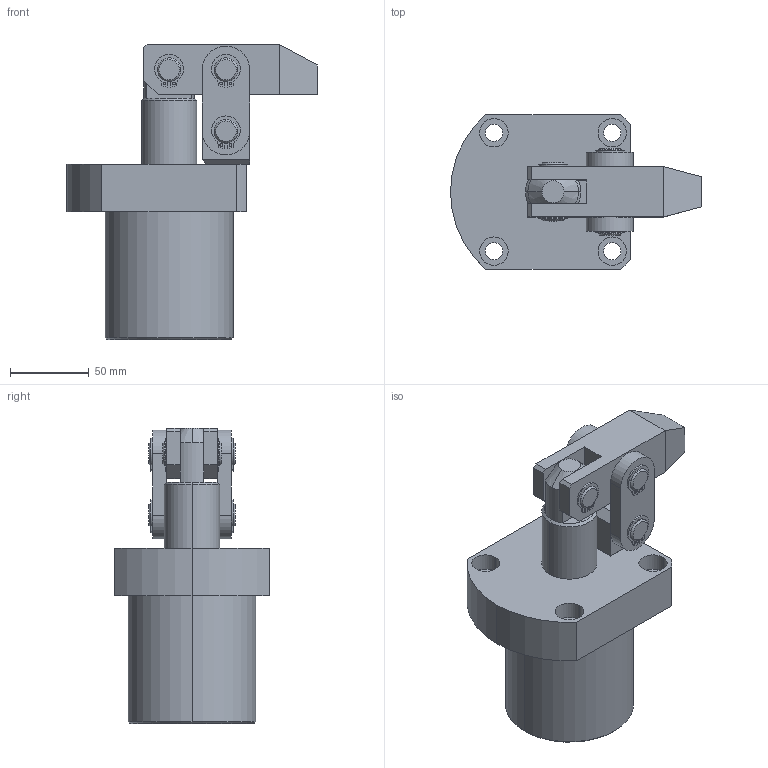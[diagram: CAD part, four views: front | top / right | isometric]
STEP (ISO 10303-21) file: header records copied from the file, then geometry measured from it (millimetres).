
FILE_DESCRIPTION (( 'STEP AP203' ), '1' );
FILE_NAME ('HLC-FAM63.STEP', '2020-04-23T06:13:01', ( '微软用户' ), ( '微软中国' ), 'SwSTEP 2.0', 'SolidWorks 2012', '' );
FILE_SCHEMA (( 'CONFIG_CONTROL_DESIGN' ));
Length unit declared in the file: millimetre
Products named in the file (9): HLC-FAM63; circlips for shaft--type a large gb_GB_CONNECTING_PIECE_RING_RRA 16; HLC-63盓傅; 酗种; 蟀裝; 傻种; 揤旋; HLC-63活塞杆; 掛极
Assembly tree (15 placements, depth 2):
  HLC-FAM63
    掛极
    HLC-63活塞杆
    揤旋
    傻种
    蟀裝  x2
    酗种  x2
    HLC-63盓傅
    circlips for shaft--type a large gb_GB_CONNECTING_PIECE_RING_RRA 16  x6
Bounding box: 159 x 98 x 187 mm (x, y, z)
Volume: 798210.7 mm3; surface area: 143046.7 mm2
Topology: 15 solids, 15 shells, 328 faces, 790 edges, 516 vertices
Faces by surface type: cylinder 191, plane 113, cone 18, torus 6
Entity records: 6604 total; most frequent: DIRECTION 1049, CARTESIAN_POINT 966, ORIENTED_EDGE 850, EDGE_CURVE 425, AXIS2_PLACEMENT_3D 421, VERTEX_POINT 274, EDGE_LOOP 233, CIRCLE 216
